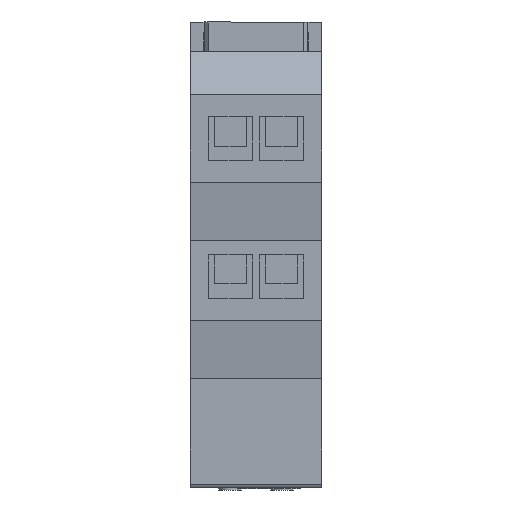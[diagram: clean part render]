
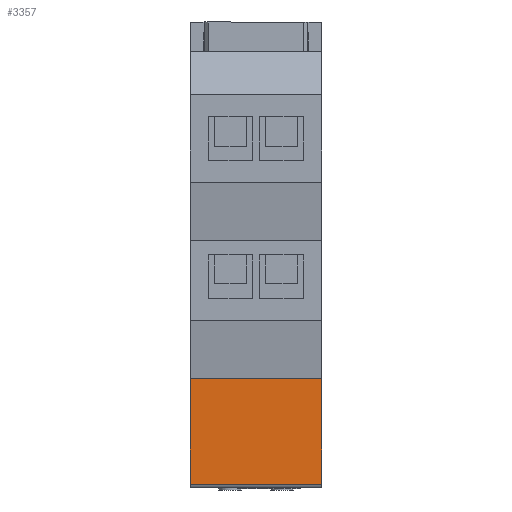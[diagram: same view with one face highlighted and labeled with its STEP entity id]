
A CAD part, front view. The second image highlights one B-rep face of the part: STEP entity #3357.
In plain terms, the highlighted planar face has unit normal (0, -1, 0).
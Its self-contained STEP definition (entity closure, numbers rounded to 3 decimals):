
#1391 = ORIENTED_EDGE ( 'NONE', *, *, #8350, .F. ) ;
#1408 = EDGE_LOOP ( 'NONE', ( #1997, #4192, #9280, #1391 ) ) ;
#1895 = VERTEX_POINT ( 'NONE', #18634 ) ;
#1997 = ORIENTED_EDGE ( 'NONE', *, *, #7069, .F. ) ;
#2459 = PLANE ( 'NONE',  #20499 ) ;
#2489 = EDGE_CURVE ( 'NONE', #9737, #1895, #15471, .T. ) ;
#3357 = ADVANCED_FACE ( 'NONE', ( #13478 ), #2459, .F. ) ;
#4192 = ORIENTED_EDGE ( 'NONE', *, *, #12286, .F. ) ;
#4460 = CARTESIAN_POINT ( 'NONE',  ( 9., -22.5, -45. ) ) ;
#5828 = CARTESIAN_POINT ( 'NONE',  ( 9., -22.5, -59.5 ) ) ;
#6474 = VECTOR ( 'NONE', #14300, 1000. ) ;
#7069 = EDGE_CURVE ( 'NONE', #10348, #7779, #8988, .T. ) ;
#7532 = CARTESIAN_POINT ( 'NONE',  ( 9., -22.5, -45. ) ) ;
#7648 = DIRECTION ( 'NONE',  ( 0., 0., 1. ) ) ;
#7779 = VERTEX_POINT ( 'NONE', #9003 ) ;
#8266 = CARTESIAN_POINT ( 'NONE',  ( -9., -22.5, 0. ) ) ;
#8350 = EDGE_CURVE ( 'NONE', #7779, #1895, #11675, .T. ) ;
#8988 = LINE ( 'NONE', #5828, #18466 ) ;
#9003 = CARTESIAN_POINT ( 'NONE',  ( -9., -22.5, -59.5 ) ) ;
#9280 = ORIENTED_EDGE ( 'NONE', *, *, #2489, .T. ) ;
#9737 = VERTEX_POINT ( 'NONE', #7532 ) ;
#10085 = VECTOR ( 'NONE', #13819, 1000. ) ;
#10348 = VERTEX_POINT ( 'NONE', #16995 ) ;
#11554 = DIRECTION ( 'NONE',  ( 0., 0., 1. ) ) ;
#11675 = LINE ( 'NONE', #8266, #12167 ) ;
#12167 = VECTOR ( 'NONE', #11554, 1000. ) ;
#12286 = EDGE_CURVE ( 'NONE', #9737, #10348, #18055, .T. ) ;
#13478 = FACE_OUTER_BOUND ( 'NONE', #1408, .T. ) ;
#13819 = DIRECTION ( 'NONE',  ( 0., 0., -1. ) ) ;
#13849 = DIRECTION ( 'NONE',  ( -1., 0., 0. ) ) ;
#14300 = DIRECTION ( 'NONE',  ( -1., 0., 0. ) ) ;
#15471 = LINE ( 'NONE', #20460, #6474 ) ;
#16995 = CARTESIAN_POINT ( 'NONE',  ( 9., -22.5, -59.5 ) ) ;
#18055 = LINE ( 'NONE', #18535, #10085 ) ;
#18466 = VECTOR ( 'NONE', #13849, 1000. ) ;
#18535 = CARTESIAN_POINT ( 'NONE',  ( 9., -22.5, -45. ) ) ;
#18634 = CARTESIAN_POINT ( 'NONE',  ( -9., -22.5, -45. ) ) ;
#18657 = DIRECTION ( 'NONE',  ( 0., 1., 0. ) ) ;
#20460 = CARTESIAN_POINT ( 'NONE',  ( 9., -22.5, -45. ) ) ;
#20499 = AXIS2_PLACEMENT_3D ( 'NONE', #4460, #18657, #7648 ) ;
